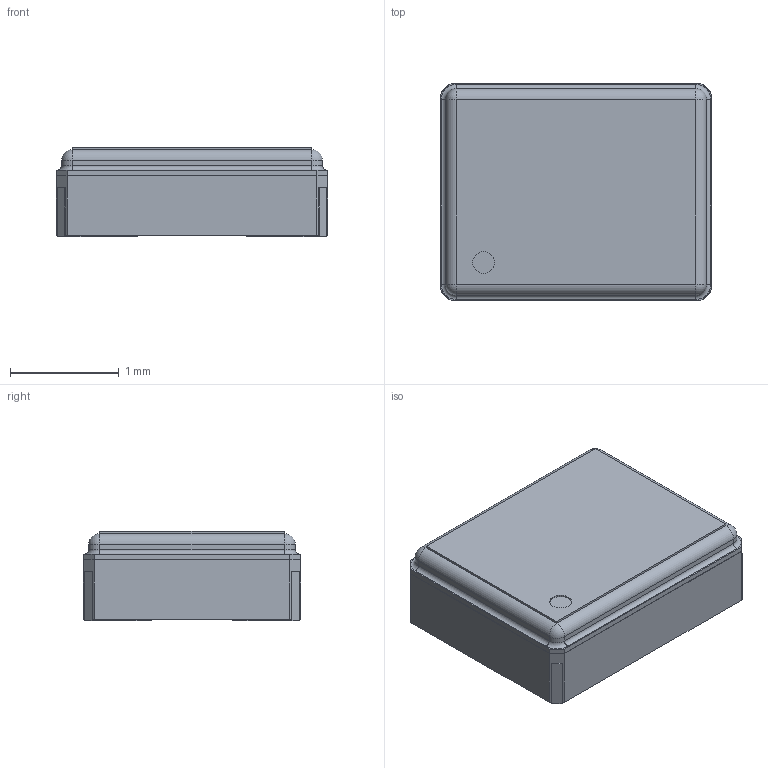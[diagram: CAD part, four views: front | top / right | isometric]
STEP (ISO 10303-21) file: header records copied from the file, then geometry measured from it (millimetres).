
FILE_DESCRIPTION (( 'STEP AP214' ), '1' );
FILE_NAME ('User Library-KXO-V95-1.STEP', '2022-06-06T11:37:25', ( '' ), ( '' ), 'SwSTEP 2.0', 'SolidWorks 2021', '' );
FILE_SCHEMA (( 'AUTOMOTIVE_DESIGN' ));
Length unit declared in the file: millimetre
Products named in the file (1): User Library-KXO-V95-1
Bounding box: 2.5 x 2 x 0.82 mm (x, y, z)
Volume: 3.9 mm3; surface area: 16.7 mm2
Topology: 1 solids, 1 shells, 97 faces, 253 edges, 158 vertices
Faces by surface type: plane 75, cylinder 14, sphere 4, torus 4
Entity records: 3984 total; most frequent: CARTESIAN_POINT 505, ORIENTED_EDGE 498, DIRECTION 477, EDGE_CURVE 249, LINE 217, VECTOR 217, VERTEX_POINT 158, AXIS2_PLACEMENT_3D 130
